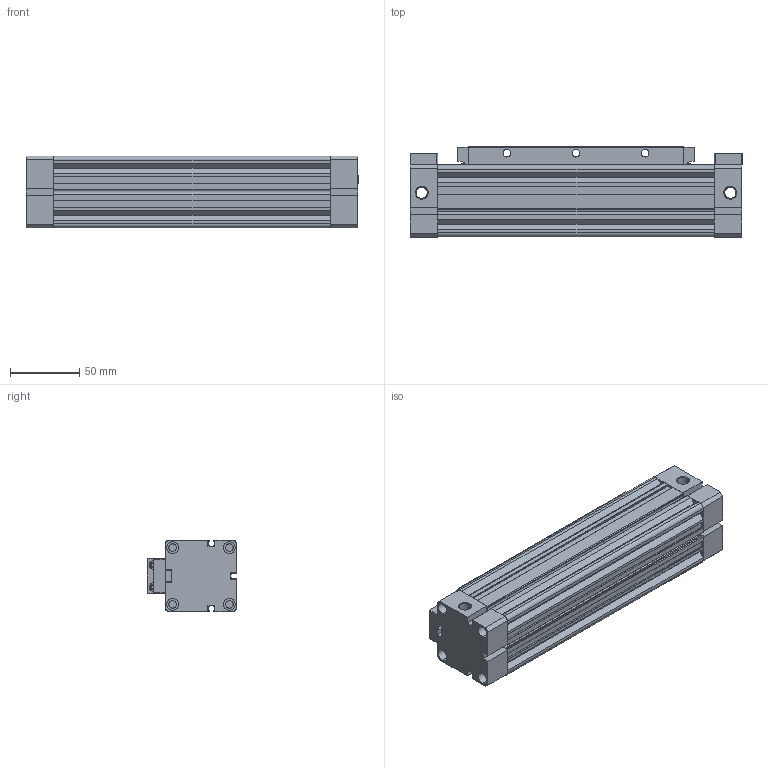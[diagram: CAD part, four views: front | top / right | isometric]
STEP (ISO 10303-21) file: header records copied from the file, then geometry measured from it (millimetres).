
FILE_DESCRIPTION (( 'STEP AP214' ), '1' );
FILE_NAME ('ZS 32-0 RODLESS CYLINDER.STEP', '2010-08-06T15:28:36', ( '' ), ( '' ), 'SwSTEP 2.0', 'SolidWorks 2010', '' );
FILE_SCHEMA (( 'AUTOMOTIVE_DESIGN' ));
Length unit declared in the file: millimetre
Products named in the file (6): ZS 32  BORU; ZS  32  KAPAK; KIZAKLI  PÝSTON; SIYIRICI; BANT  KAPAÐI; ZS  32-0  RODLESS  CYLINDER
Assembly tree (8 placements, depth 2):
  ZS  32-0  RODLESS  CYLINDER
    BANT  KAPAÐI  x2
    ZS  32  KAPAK  x2
    KIZAKLI  PÝSTON
    ZS 32  BORU
    SIYIRICI  x2
Bounding box: 240 x 65 x 52.02 mm (x, y, z)
Volume: 624430.4 mm3; surface area: 153161.5 mm2
Topology: 8 solids, 8 shells, 494 faces, 1332 edges, 880 vertices
Faces by surface type: plane 244, cylinder 226, cone 24
Entity records: 12070 total; most frequent: CARTESIAN_POINT 2472, ORIENTED_EDGE 1908, DIRECTION 1906, EDGE_CURVE 954, AXIS2_PLACEMENT_3D 664, VERTEX_POINT 632, VECTOR 578, LINE 578
